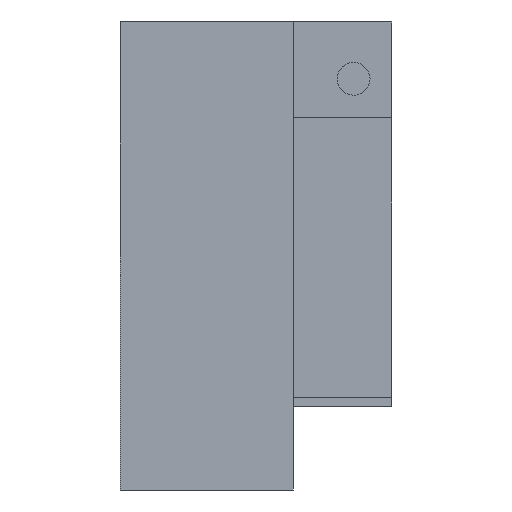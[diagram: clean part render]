
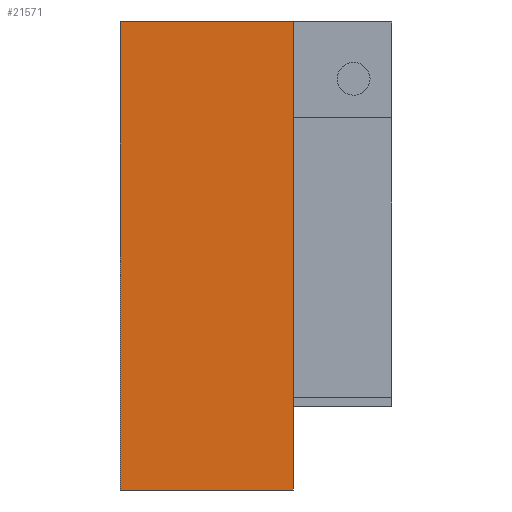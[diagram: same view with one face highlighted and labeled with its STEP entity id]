
A CAD part, front view. The second image highlights one B-rep face of the part: STEP entity #21571.
In plain terms, the highlighted face is planar.
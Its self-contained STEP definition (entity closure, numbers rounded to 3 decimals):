
#126 = PLANE('',#127);
#127 = AXIS2_PLACEMENT_3D('',#128,#129,#130);
#128 = CARTESIAN_POINT('',(-15.5,108.,0.));
#129 = DIRECTION('',(0.,0.,1.));
#130 = DIRECTION('',(1.,0.,0.));
#347 = PLANE('',#348);
#348 = AXIS2_PLACEMENT_3D('',#349,#350,#351);
#349 = CARTESIAN_POINT('',(-14.5,1.435,50.));
#350 = DIRECTION('',(-1.,0.,0.));
#351 = DIRECTION('',(0.,0.,-1.));
#6128 = PLANE('',#6129);
#6129 = AXIS2_PLACEMENT_3D('',#6130,#6131,#6132);
#6130 = CARTESIAN_POINT('',(-33.,55.,50.));
#6131 = DIRECTION('',(0.,0.,1.));
#6132 = DIRECTION('',(1.,0.,0.));
#6140 = PLANE('',#6141);
#6141 = AXIS2_PLACEMENT_3D('',#6142,#6143,#6144);
#6142 = CARTESIAN_POINT('',(-33.,0.,50.));
#6143 = DIRECTION('',(1.,0.,0.));
#6144 = DIRECTION('',(0.,0.,1.));
#6153 = VERTEX_POINT('',#6154);
#6154 = CARTESIAN_POINT('',(-33.,0.,50.));
#6175 = EDGE_CURVE('',#6176,#6153,#6178,.T.);
#6176 = VERTEX_POINT('',#6177);
#6177 = CARTESIAN_POINT('',(-14.5,0.,50.));
#6178 = SURFACE_CURVE('',#6179,(#6183,#6190),.PCURVE_S1.);
#6179 = LINE('',#6180,#6181);
#6180 = CARTESIAN_POINT('',(-14.5,0.,50.));
#6181 = VECTOR('',#6182,1.);
#6182 = DIRECTION('',(-1.,0.,0.));
#6183 = PCURVE('',#6128,#6184);
#6184 = DEFINITIONAL_REPRESENTATION('',(#6185),#6189);
#6185 = LINE('',#6186,#6187);
#6186 = CARTESIAN_POINT('',(18.5,-55.));
#6187 = VECTOR('',#6188,1.);
#6188 = DIRECTION('',(-1.,0.));
#6189 = ( GEOMETRIC_REPRESENTATION_CONTEXT(2) 
PARAMETRIC_REPRESENTATION_CONTEXT() REPRESENTATION_CONTEXT('2D SPACE',''
  ) );
#6190 = PCURVE('',#6191,#6196);
#6191 = PLANE('',#6192);
#6192 = AXIS2_PLACEMENT_3D('',#6193,#6194,#6195);
#6193 = CARTESIAN_POINT('',(-14.5,0.,0.));
#6194 = DIRECTION('',(0.,-1.,0.));
#6195 = DIRECTION('',(0.,0.,-1.));
#6196 = DEFINITIONAL_REPRESENTATION('',(#6197),#6201);
#6197 = LINE('',#6198,#6199);
#6198 = CARTESIAN_POINT('',(-50.,0.));
#6199 = VECTOR('',#6200,1.);
#6200 = DIRECTION('',(0.,-1.));
#6201 = ( GEOMETRIC_REPRESENTATION_CONTEXT(2) 
PARAMETRIC_REPRESENTATION_CONTEXT() REPRESENTATION_CONTEXT('2D SPACE',''
  ) );
#21452 = VERTEX_POINT('',#21453);
#21453 = CARTESIAN_POINT('',(-14.5,0.,0.));
#21474 = EDGE_CURVE('',#21452,#21475,#21477,.T.);
#21475 = VERTEX_POINT('',#21476);
#21476 = CARTESIAN_POINT('',(-33.,0.,0.));
#21477 = SURFACE_CURVE('',#21478,(#21482,#21489),.PCURVE_S1.);
#21478 = LINE('',#21479,#21480);
#21479 = CARTESIAN_POINT('',(-14.5,0.,0.));
#21480 = VECTOR('',#21481,1.);
#21481 = DIRECTION('',(-1.,0.,0.));
#21482 = PCURVE('',#126,#21483);
#21483 = DEFINITIONAL_REPRESENTATION('',(#21484),#21488);
#21484 = LINE('',#21485,#21486);
#21485 = CARTESIAN_POINT('',(1.,-108.));
#21486 = VECTOR('',#21487,1.);
#21487 = DIRECTION('',(-1.,0.));
#21488 = ( GEOMETRIC_REPRESENTATION_CONTEXT(2) 
PARAMETRIC_REPRESENTATION_CONTEXT() REPRESENTATION_CONTEXT('2D SPACE',''
  ) );
#21489 = PCURVE('',#6191,#21490);
#21490 = DEFINITIONAL_REPRESENTATION('',(#21491),#21495);
#21491 = LINE('',#21492,#21493);
#21492 = CARTESIAN_POINT('',(0.,0.));
#21493 = VECTOR('',#21494,1.);
#21494 = DIRECTION('',(0.,-1.));
#21495 = ( GEOMETRIC_REPRESENTATION_CONTEXT(2) 
PARAMETRIC_REPRESENTATION_CONTEXT() REPRESENTATION_CONTEXT('2D SPACE',''
  ) );
#21547 = EDGE_CURVE('',#6176,#21452,#21548,.T.);
#21548 = SURFACE_CURVE('',#21549,(#21553,#21560),.PCURVE_S1.);
#21549 = LINE('',#21550,#21551);
#21550 = CARTESIAN_POINT('',(-14.5,0.,50.));
#21551 = VECTOR('',#21552,1.);
#21552 = DIRECTION('',(0.,0.,-1.));
#21553 = PCURVE('',#347,#21554);
#21554 = DEFINITIONAL_REPRESENTATION('',(#21555),#21559);
#21555 = LINE('',#21556,#21557);
#21556 = CARTESIAN_POINT('',(0.,1.435));
#21557 = VECTOR('',#21558,1.);
#21558 = DIRECTION('',(1.,0.));
#21559 = ( GEOMETRIC_REPRESENTATION_CONTEXT(2) 
PARAMETRIC_REPRESENTATION_CONTEXT() REPRESENTATION_CONTEXT('2D SPACE',''
  ) );
#21560 = PCURVE('',#6191,#21561);
#21561 = DEFINITIONAL_REPRESENTATION('',(#21562),#21566);
#21562 = LINE('',#21563,#21564);
#21563 = CARTESIAN_POINT('',(-50.,0.));
#21564 = VECTOR('',#21565,1.);
#21565 = DIRECTION('',(1.,0.));
#21566 = ( GEOMETRIC_REPRESENTATION_CONTEXT(2) 
PARAMETRIC_REPRESENTATION_CONTEXT() REPRESENTATION_CONTEXT('2D SPACE',''
  ) );
#21571 = ADVANCED_FACE('',(#21572),#6191,.F.);
#21572 = FACE_BOUND('',#21573,.F.);
#21573 = EDGE_LOOP('',(#21574,#21575,#21576,#21577));
#21574 = ORIENTED_EDGE('',*,*,#21474,.F.);
#21575 = ORIENTED_EDGE('',*,*,#21547,.F.);
#21576 = ORIENTED_EDGE('',*,*,#6175,.T.);
#21577 = ORIENTED_EDGE('',*,*,#21578,.T.);
#21578 = EDGE_CURVE('',#6153,#21475,#21579,.T.);
#21579 = SURFACE_CURVE('',#21580,(#21584,#21591),.PCURVE_S1.);
#21580 = LINE('',#21581,#21582);
#21581 = CARTESIAN_POINT('',(-33.,0.,50.));
#21582 = VECTOR('',#21583,1.);
#21583 = DIRECTION('',(0.,0.,-1.));
#21584 = PCURVE('',#6191,#21585);
#21585 = DEFINITIONAL_REPRESENTATION('',(#21586),#21590);
#21586 = LINE('',#21587,#21588);
#21587 = CARTESIAN_POINT('',(-50.,-18.5));
#21588 = VECTOR('',#21589,1.);
#21589 = DIRECTION('',(1.,0.));
#21590 = ( GEOMETRIC_REPRESENTATION_CONTEXT(2) 
PARAMETRIC_REPRESENTATION_CONTEXT() REPRESENTATION_CONTEXT('2D SPACE',''
  ) );
#21591 = PCURVE('',#6140,#21592);
#21592 = DEFINITIONAL_REPRESENTATION('',(#21593),#21597);
#21593 = LINE('',#21594,#21595);
#21594 = CARTESIAN_POINT('',(0.,0.));
#21595 = VECTOR('',#21596,1.);
#21596 = DIRECTION('',(-1.,0.));
#21597 = ( GEOMETRIC_REPRESENTATION_CONTEXT(2) 
PARAMETRIC_REPRESENTATION_CONTEXT() REPRESENTATION_CONTEXT('2D SPACE',''
  ) );
